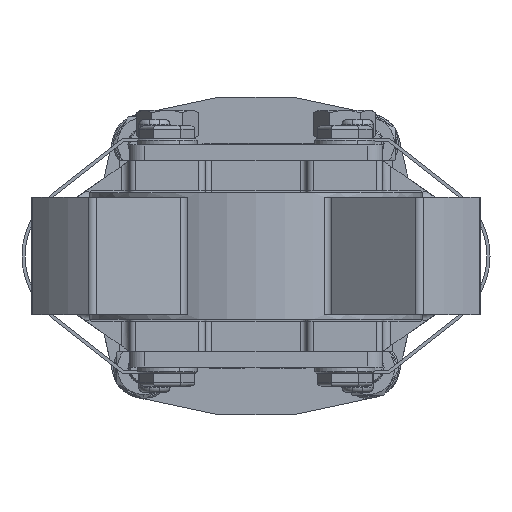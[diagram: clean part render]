
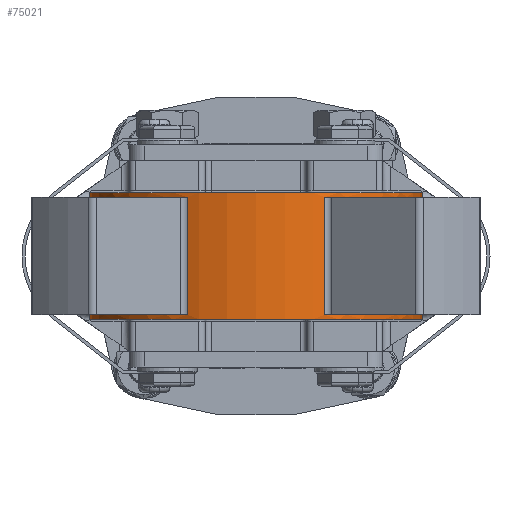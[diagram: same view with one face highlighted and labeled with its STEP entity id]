
A CAD part, front view. The second image highlights one B-rep face of the part: STEP entity #75021.
In plain terms, the highlighted cylindrical face has radius 52.5 mm (diameter 105 mm), a partial arc.
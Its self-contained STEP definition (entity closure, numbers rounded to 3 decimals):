
#1082 = DIRECTION ( 'NONE',  ( 0., 0., 1. ) ) ;
#2143 = EDGE_LOOP ( 'NONE', ( #24309, #44900, #55000, #65694 ) ) ;
#2257 = AXIS2_PLACEMENT_3D ( 'NONE', #3323, #20948, #26946 ) ;
#2795 = VERTEX_POINT ( 'NONE', #15731 ) ;
#3323 = CARTESIAN_POINT ( 'NONE',  ( 0., 0., 20. ) ) ;
#3424 = VERTEX_POINT ( 'NONE', #51392 ) ;
#3993 = CIRCLE ( 'NONE', #29527, 52.5 ) ;
#5757 = DIRECTION ( 'NONE',  ( 0., 0., -1. ) ) ;
#6627 = CARTESIAN_POINT ( 'NONE',  ( -52.5, 0., 20. ) ) ;
#8073 = DIRECTION ( 'NONE',  ( 1., 0., 0. ) ) ;
#8374 = CARTESIAN_POINT ( 'NONE',  ( 0., 0., -18.5 ) ) ;
#9165 = DIRECTION ( 'NONE',  ( 0., 0., 1. ) ) ;
#9409 = EDGE_CURVE ( 'NONE', #44436, #34696, #73574, .T. ) ;
#9414 = AXIS2_PLACEMENT_3D ( 'NONE', #45499, #51483, #70973 ) ;
#9706 = FACE_OUTER_BOUND ( 'NONE', #73985, .T. ) ;
#10583 = CARTESIAN_POINT ( 'NONE',  ( 21.629, -47.838, 18.5 ) ) ;
#11269 = CARTESIAN_POINT ( 'NONE',  ( -47.793, -21.727, -18.5 ) ) ;
#11278 = ORIENTED_EDGE ( 'NONE', *, *, #17205, .F. ) ;
#12202 = CARTESIAN_POINT ( 'NONE',  ( -21.629, -47.838, 18.5 ) ) ;
#12251 = LINE ( 'NONE', #6627, #75844 ) ;
#12277 = VERTEX_POINT ( 'NONE', #19893 ) ;
#13578 = CARTESIAN_POINT ( 'NONE',  ( 52.5, 0., 20. ) ) ;
#13673 = DIRECTION ( 'NONE',  ( 0., 0., 1. ) ) ;
#13977 = LINE ( 'NONE', #13578, #69941 ) ;
#14365 = VERTEX_POINT ( 'NONE', #21790 ) ;
#14891 = VECTOR ( 'NONE', #44195, 1000. ) ;
#15490 = ORIENTED_EDGE ( 'NONE', *, *, #68882, .F. ) ;
#15572 = DIRECTION ( 'NONE',  ( 1., 0., 0. ) ) ;
#15731 = CARTESIAN_POINT ( 'NONE',  ( -52.5, 0., -20. ) ) ;
#15973 = EDGE_CURVE ( 'NONE', #52932, #51377, #67314, .T. ) ;
#16468 = AXIS2_PLACEMENT_3D ( 'NONE', #51975, #33645, #51598 ) ;
#16536 = FACE_BOUND ( 'NONE', #2143, .T. ) ;
#17205 = EDGE_CURVE ( 'NONE', #14365, #12277, #60446, .T. ) ;
#18805 = CARTESIAN_POINT ( 'NONE',  ( -52.5, 0., 20. ) ) ;
#19033 = ORIENTED_EDGE ( 'NONE', *, *, #43810, .F. ) ;
#19302 = CARTESIAN_POINT ( 'NONE',  ( 0., 0., -20. ) ) ;
#19893 = CARTESIAN_POINT ( 'NONE',  ( 21.629, -47.838, -18.5 ) ) ;
#20948 = DIRECTION ( 'NONE',  ( 0., 0., -1. ) ) ;
#21166 = EDGE_CURVE ( 'NONE', #72998, #78636, #13977, .T. ) ;
#21474 = CARTESIAN_POINT ( 'NONE',  ( 47.793, -21.727, -18.5 ) ) ;
#21790 = CARTESIAN_POINT ( 'NONE',  ( 21.629, -47.838, 18.5 ) ) ;
#24309 = ORIENTED_EDGE ( 'NONE', *, *, #9409, .F. ) ;
#24870 = CARTESIAN_POINT ( 'NONE',  ( 52.5, 0., 20. ) ) ;
#24955 = DIRECTION ( 'NONE',  ( 0., 0., -1. ) ) ;
#25271 = AXIS2_PLACEMENT_3D ( 'NONE', #19302, #13673, #8073 ) ;
#26301 = DIRECTION ( 'NONE',  ( 1., 0., 0. ) ) ;
#26640 = DIRECTION ( 'NONE',  ( 0., 0., -1. ) ) ;
#26946 = DIRECTION ( 'NONE',  ( -1., 0., 0. ) ) ;
#27726 = FACE_BOUND ( 'NONE', #54530, .T. ) ;
#29527 = AXIS2_PLACEMENT_3D ( 'NONE', #62968, #1082, #26301 ) ;
#29988 = ORIENTED_EDGE ( 'NONE', *, *, #21166, .F. ) ;
#32841 = DIRECTION ( 'NONE',  ( 0., 0., 1. ) ) ;
#33645 = DIRECTION ( 'NONE',  ( 0., 0., -1. ) ) ;
#34696 = VERTEX_POINT ( 'NONE', #11269 ) ;
#36910 = CIRCLE ( 'NONE', #59728, 52.5 ) ;
#38639 = VERTEX_POINT ( 'NONE', #21474 ) ;
#43563 = EDGE_CURVE ( 'NONE', #55220, #2795, #12251, .T. ) ;
#43810 = EDGE_CURVE ( 'NONE', #55220, #72998, #58102, .T. ) ;
#43874 = CIRCLE ( 'NONE', #9414, 52.5 ) ;
#44195 = DIRECTION ( 'NONE',  ( 0., 0., -1. ) ) ;
#44436 = VERTEX_POINT ( 'NONE', #49039 ) ;
#44900 = ORIENTED_EDGE ( 'NONE', *, *, #62326, .T. ) ;
#45499 = CARTESIAN_POINT ( 'NONE',  ( 0., 0., 18.5 ) ) ;
#46507 = CARTESIAN_POINT ( 'NONE',  ( 52.5, 0., -20. ) ) ;
#46520 = EDGE_CURVE ( 'NONE', #2795, #78636, #59686, .T. ) ;
#48895 = EDGE_CURVE ( 'NONE', #34696, #51377, #36910, .T. ) ;
#49039 = CARTESIAN_POINT ( 'NONE',  ( -47.793, -21.727, 18.5 ) ) ;
#49692 = CARTESIAN_POINT ( 'NONE',  ( -47.793, -21.727, 18.5 ) ) ;
#50569 = CARTESIAN_POINT ( 'NONE',  ( -21.629, -47.838, 18.5 ) ) ;
#51377 = VERTEX_POINT ( 'NONE', #56664 ) ;
#51392 = CARTESIAN_POINT ( 'NONE',  ( 47.793, -21.727, 18.5 ) ) ;
#51483 = DIRECTION ( 'NONE',  ( 0., 0., -1. ) ) ;
#51598 = DIRECTION ( 'NONE',  ( 1., 0., 0. ) ) ;
#51965 = ORIENTED_EDGE ( 'NONE', *, *, #43563, .T. ) ;
#51975 = CARTESIAN_POINT ( 'NONE',  ( 0., 0., -18.5 ) ) ;
#52932 = VERTEX_POINT ( 'NONE', #12202 ) ;
#54530 = EDGE_LOOP ( 'NONE', ( #11278, #15490, #75116, #78830 ) ) ;
#55000 = ORIENTED_EDGE ( 'NONE', *, *, #15973, .T. ) ;
#55014 = DIRECTION ( 'NONE',  ( 0., 0., -1. ) ) ;
#55220 = VERTEX_POINT ( 'NONE', #18805 ) ;
#55640 = EDGE_CURVE ( 'NONE', #3424, #38639, #67374, .T. ) ;
#55923 = CIRCLE ( 'NONE', #16468, 52.5 ) ;
#56664 = CARTESIAN_POINT ( 'NONE',  ( -21.629, -47.838, -18.5 ) ) ;
#57832 = EDGE_CURVE ( 'NONE', #38639, #12277, #55923, .T. ) ;
#58102 = CIRCLE ( 'NONE', #68295, 52.5 ) ;
#59686 = CIRCLE ( 'NONE', #25271, 52.5 ) ;
#59728 = AXIS2_PLACEMENT_3D ( 'NONE', #8374, #9165, #15572 ) ;
#60446 = LINE ( 'NONE', #10583, #69790 ) ;
#62326 = EDGE_CURVE ( 'NONE', #44436, #52932, #3993, .T. ) ;
#62662 = DIRECTION ( 'NONE',  ( 0., 0., -1. ) ) ;
#62968 = CARTESIAN_POINT ( 'NONE',  ( 0., 0., 18.5 ) ) ;
#63879 = CARTESIAN_POINT ( 'NONE',  ( 0., 0., 20. ) ) ;
#65694 = ORIENTED_EDGE ( 'NONE', *, *, #48895, .F. ) ;
#67314 = LINE ( 'NONE', #50569, #14891 ) ;
#67374 = LINE ( 'NONE', #68172, #73434 ) ;
#68172 = CARTESIAN_POINT ( 'NONE',  ( 47.793, -21.727, 18.5 ) ) ;
#68295 = AXIS2_PLACEMENT_3D ( 'NONE', #63879, #32841, #69866 ) ;
#68882 = EDGE_CURVE ( 'NONE', #3424, #14365, #43874, .T. ) ;
#68948 = VECTOR ( 'NONE', #24955, 1000. ) ;
#69790 = VECTOR ( 'NONE', #5757, 1000. ) ;
#69866 = DIRECTION ( 'NONE',  ( 1., 0., 0. ) ) ;
#69941 = VECTOR ( 'NONE', #62662, 1000. ) ;
#70776 = CYLINDRICAL_SURFACE ( 'NONE', #2257, 52.5 ) ;
#70973 = DIRECTION ( 'NONE',  ( 1., 0., 0. ) ) ;
#72111 = ORIENTED_EDGE ( 'NONE', *, *, #46520, .T. ) ;
#72998 = VERTEX_POINT ( 'NONE', #24870 ) ;
#73434 = VECTOR ( 'NONE', #55014, 1000. ) ;
#73574 = LINE ( 'NONE', #49692, #68948 ) ;
#73985 = EDGE_LOOP ( 'NONE', ( #29988, #19033, #51965, #72111 ) ) ;
#75021 = ADVANCED_FACE ( 'NONE', ( #9706, #16536, #27726 ), #70776, .T. ) ;
#75116 = ORIENTED_EDGE ( 'NONE', *, *, #55640, .T. ) ;
#75844 = VECTOR ( 'NONE', #26640, 1000. ) ;
#78636 = VERTEX_POINT ( 'NONE', #46507 ) ;
#78830 = ORIENTED_EDGE ( 'NONE', *, *, #57832, .T. ) ;
